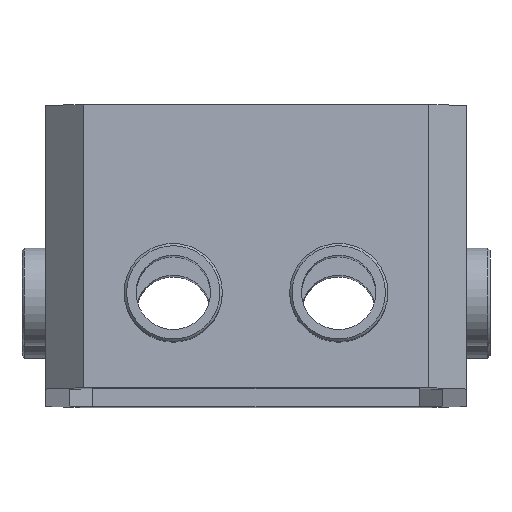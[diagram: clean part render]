
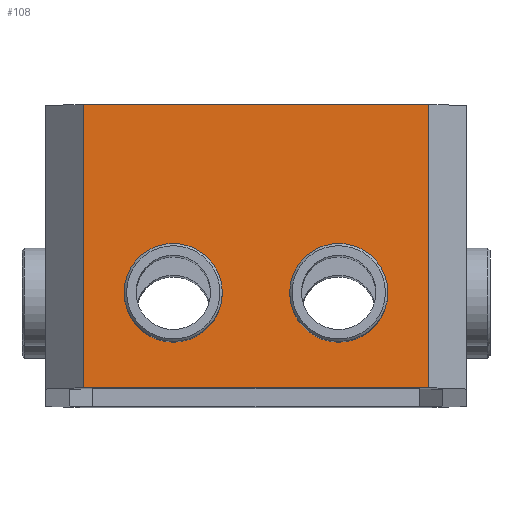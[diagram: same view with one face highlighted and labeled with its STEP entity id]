
A CAD part, top view. The second image highlights one B-rep face of the part: STEP entity #108.
In plain terms, the highlighted planar face has unit normal (0, 0.035, 0.999).
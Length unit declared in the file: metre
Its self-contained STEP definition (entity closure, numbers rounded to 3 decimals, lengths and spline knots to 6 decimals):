
#108 = ADVANCED_FACE( '', ( #259, #260, #261 ), #262, .F. );
#259 = FACE_BOUND( '', #466, .T. );
#260 = FACE_BOUND( '', #467, .T. );
#261 = FACE_OUTER_BOUND( '', #468, .T. );
#262 = PLANE( '', #469 );
#466 = EDGE_LOOP( '', ( #733 ) );
#467 = EDGE_LOOP( '', ( #734 ) );
#468 = EDGE_LOOP( '', ( #735, #736, #737, #738 ) );
#469 = AXIS2_PLACEMENT_3D( '', #739, #740, #741 );
#733 = ORIENTED_EDGE( '', *, *, #1045, .T. );
#734 = ORIENTED_EDGE( '', *, *, #1046, .F. );
#735 = ORIENTED_EDGE( '', *, *, #1047, .T. );
#736 = ORIENTED_EDGE( '', *, *, #1048, .F. );
#737 = ORIENTED_EDGE( '', *, *, #1017, .F. );
#738 = ORIENTED_EDGE( '', *, *, #1049, .T. );
#739 = CARTESIAN_POINT( '', ( 0., -2.46774, 2.027431 ) );
#740 = DIRECTION( '', ( 0., -0.035, -0.999 ) );
#741 = DIRECTION( '', ( 0., 0.999, -0.035 ) );
#1017 = EDGE_CURVE( '', #1183, #1185, #1186, .F. );
#1045 = EDGE_CURVE( '', #1230, #1230, #1231, .T. );
#1046 = EDGE_CURVE( '', #1232, #1232, #1233, .T. );
#1047 = EDGE_CURVE( '', #1234, #1235, #1236, .F. );
#1048 = EDGE_CURVE( '', #1185, #1235, #1237, .T. );
#1049 = EDGE_CURVE( '', #1183, #1234, #1238, .T. );
#1183 = VERTEX_POINT( '', #1408 );
#1185 = VERTEX_POINT( '', #1411 );
#1186 = LINE( '', #1412, #1413 );
#1230 = VERTEX_POINT( '', #1471 );
#1231 = CIRCLE( '', #1472, 0.02635 );
#1232 = VERTEX_POINT( '', #1473 );
#1233 = CIRCLE( '', #1474, 0.02635 );
#1234 = VERTEX_POINT( '', #1475 );
#1235 = VERTEX_POINT( '', #1476 );
#1236 = LINE( '', #1477, #1478 );
#1237 = LINE( '', #1479, #1480 );
#1238 = LINE( '', #1481, #1482 );
#1408 = CARTESIAN_POINT( '', ( 0.092909, -2.46774, 2.027431 ) );
#1411 = CARTESIAN_POINT( '', ( -0.092909, -2.46774, 2.027431 ) );
#1412 = CARTESIAN_POINT( '', ( 0., -2.46774, 2.027431 ) );
#1413 = VECTOR( '', #1641, 1. );
#1471 = CARTESIAN_POINT( '', ( 0.04445, -2.443305, 2.026573 ) );
#1472 = AXIS2_PLACEMENT_3D( '', #1677, #1678, #1679 );
#1473 = CARTESIAN_POINT( '', ( -0.04445, -2.443305, 2.026573 ) );
#1474 = AXIS2_PLACEMENT_3D( '', #1680, #1681, #1682 );
#1475 = CARTESIAN_POINT( '', ( 0.092909, -2.315434, 2.022083 ) );
#1476 = CARTESIAN_POINT( '', ( -0.092909, -2.315434, 2.022083 ) );
#1477 = CARTESIAN_POINT( '', ( 0., -2.315434, 2.022083 ) );
#1478 = VECTOR( '', #1683, 1. );
#1479 = CARTESIAN_POINT( '', ( -0.092909, -2.46774, 2.027431 ) );
#1480 = VECTOR( '', #1684, 1. );
#1481 = CARTESIAN_POINT( '', ( 0.092909, -2.46774, 2.027431 ) );
#1482 = VECTOR( '', #1685, 1. );
#1641 = DIRECTION( '', ( 1., 0., 0. ) );
#1677 = CARTESIAN_POINT( '', ( 0.04445, -2.416971, 2.025649 ) );
#1678 = DIRECTION( '', ( 0., -0.035, -0.999 ) );
#1679 = DIRECTION( '', ( 0., -0.999, 0.035 ) );
#1680 = CARTESIAN_POINT( '', ( -0.04445, -2.416971, 2.025649 ) );
#1681 = DIRECTION( '', ( 0., 0.035, 0.999 ) );
#1682 = DIRECTION( '', ( 0., -0.999, 0.035 ) );
#1683 = DIRECTION( '', ( 1., 0., 0. ) );
#1684 = DIRECTION( '', ( 0., 0.999, -0.035 ) );
#1685 = DIRECTION( '', ( 0., 0.999, -0.035 ) );
